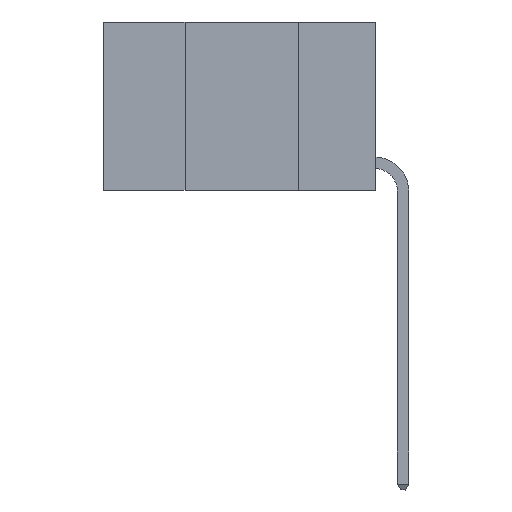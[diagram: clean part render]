
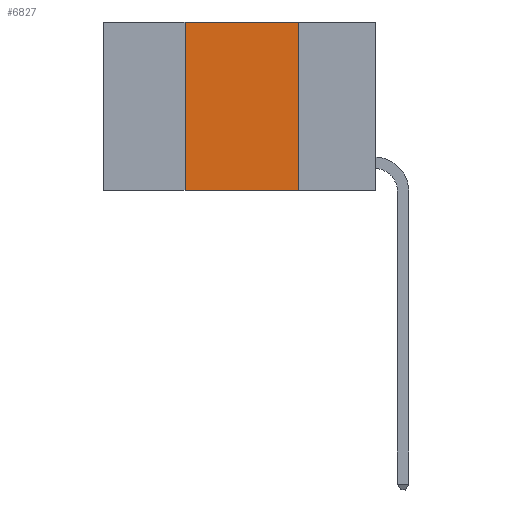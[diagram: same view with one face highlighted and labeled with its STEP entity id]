
A CAD part, left-side view. The second image highlights one B-rep face of the part: STEP entity #6827.
In plain terms, the highlighted planar face has unit normal (-1, 0, 0).
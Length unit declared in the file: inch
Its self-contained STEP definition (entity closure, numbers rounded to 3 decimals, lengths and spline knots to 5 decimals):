
#53 = VECTOR ( 'NONE', #15025, 39.37008 ) ;
#630 = FACE_OUTER_BOUND ( 'NONE', #8159, .T. ) ;
#2796 = EDGE_CURVE ( 'NONE', #17697, #22466, #7667, .T. ) ;
#3777 = DIRECTION ( 'NONE',  ( 0., -1., 0. ) ) ;
#3873 = VECTOR ( 'NONE', #3777, 39.37008 ) ;
#3924 = ORIENTED_EDGE ( 'NONE', *, *, #2796, .F. ) ;
#4301 = LINE ( 'NONE', #7760, #23307 ) ;
#4534 = ORIENTED_EDGE ( 'NONE', *, *, #5781, .F. ) ;
#5000 = VERTEX_POINT ( 'NONE', #11005 ) ;
#5072 = LINE ( 'NONE', #22529, #53 ) ;
#5781 = EDGE_CURVE ( 'NONE', #5000, #17697, #5072, .T. ) ;
#5817 = EDGE_CURVE ( 'NONE', #5000, #17704, #23492, .T. ) ;
#5979 = CARTESIAN_POINT ( 'NONE',  ( 0., 0.17, -0.37 ) ) ;
#6827 = ADVANCED_FACE ( 'NONE', ( #630 ), #19335, .F. ) ;
#7667 = LINE ( 'NONE', #21796, #17136 ) ;
#7760 = CARTESIAN_POINT ( 'NONE',  ( 0., 0.17, 0. ) ) ;
#8009 = DIRECTION ( 'NONE',  ( 1., 0., 0. ) ) ;
#8053 = AXIS2_PLACEMENT_3D ( 'NONE', #17439, #8009, #21220 ) ;
#8159 = EDGE_LOOP ( 'NONE', ( #23540, #3924, #4534, #9627 ) ) ;
#9627 = ORIENTED_EDGE ( 'NONE', *, *, #5817, .T. ) ;
#11005 = CARTESIAN_POINT ( 'NONE',  ( 0., 0.42, -0.37 ) ) ;
#11575 = DIRECTION ( 'NONE',  ( 0., 0., -1. ) ) ;
#12043 = CARTESIAN_POINT ( 'NONE',  ( 0., 0.17, 0. ) ) ;
#14916 = EDGE_CURVE ( 'NONE', #22466, #17704, #4301, .T. ) ;
#15025 = DIRECTION ( 'NONE',  ( 0., 0., 1. ) ) ;
#15180 = CARTESIAN_POINT ( 'NONE',  ( 0., 0.6, -0.37 ) ) ;
#17136 = VECTOR ( 'NONE', #23720, 39.37008 ) ;
#17439 = CARTESIAN_POINT ( 'NONE',  ( 0., 0.6, 0. ) ) ;
#17697 = VERTEX_POINT ( 'NONE', #23062 ) ;
#17704 = VERTEX_POINT ( 'NONE', #5979 ) ;
#19335 = PLANE ( 'NONE',  #8053 ) ;
#21220 = DIRECTION ( 'NONE',  ( 0., 0., -1. ) ) ;
#21796 = CARTESIAN_POINT ( 'NONE',  ( 0., 0.6, 0. ) ) ;
#22466 = VERTEX_POINT ( 'NONE', #12043 ) ;
#22529 = CARTESIAN_POINT ( 'NONE',  ( 0., 0.42, 0. ) ) ;
#23062 = CARTESIAN_POINT ( 'NONE',  ( 0., 0.42, 0. ) ) ;
#23307 = VECTOR ( 'NONE', #11575, 39.37008 ) ;
#23492 = LINE ( 'NONE', #15180, #3873 ) ;
#23540 = ORIENTED_EDGE ( 'NONE', *, *, #14916, .F. ) ;
#23720 = DIRECTION ( 'NONE',  ( 0., -1., 0. ) ) ;
